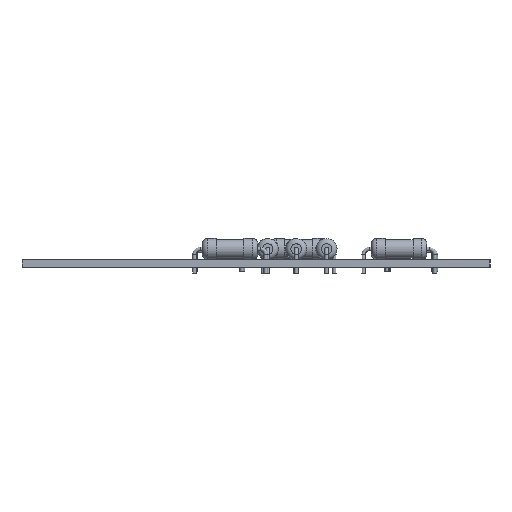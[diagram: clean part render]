
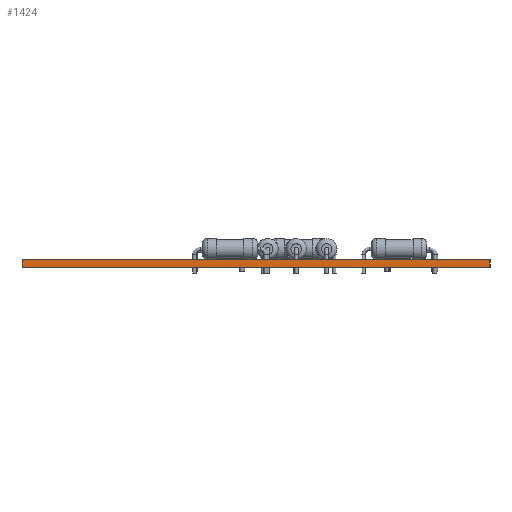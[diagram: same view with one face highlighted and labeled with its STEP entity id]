
A CAD part, left-side view. The second image highlights one B-rep face of the part: STEP entity #1424.
In plain terms, the highlighted planar face has unit normal (-1, 0, 0).
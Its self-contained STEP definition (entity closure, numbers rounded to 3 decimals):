
#1368 = VERTEX_POINT('',#1369);
#1369 = CARTESIAN_POINT('',(46.,-164.5,1.6));
#1375 = EDGE_CURVE('',#1376,#1368,#1378,.T.);
#1376 = VERTEX_POINT('',#1377);
#1377 = CARTESIAN_POINT('',(46.,-164.5,0.));
#1378 = LINE('',#1379,#1380);
#1379 = CARTESIAN_POINT('',(46.,-164.5,0.));
#1380 = VECTOR('',#1381,1.);
#1381 = DIRECTION('',(0.,0.,1.));
#1424 = ADVANCED_FACE('',(#1425),#1450,.T.);
#1425 = FACE_BOUND('',#1426,.T.);
#1426 = EDGE_LOOP('',(#1427,#1428,#1436,#1444));
#1427 = ORIENTED_EDGE('',*,*,#1375,.T.);
#1428 = ORIENTED_EDGE('',*,*,#1429,.T.);
#1429 = EDGE_CURVE('',#1368,#1430,#1432,.T.);
#1430 = VERTEX_POINT('',#1431);
#1431 = CARTESIAN_POINT('',(46.,-64.5,1.6));
#1432 = LINE('',#1433,#1434);
#1433 = CARTESIAN_POINT('',(46.,-164.5,1.6));
#1434 = VECTOR('',#1435,1.);
#1435 = DIRECTION('',(0.,1.,0.));
#1436 = ORIENTED_EDGE('',*,*,#1437,.F.);
#1437 = EDGE_CURVE('',#1438,#1430,#1440,.T.);
#1438 = VERTEX_POINT('',#1439);
#1439 = CARTESIAN_POINT('',(46.,-64.5,0.));
#1440 = LINE('',#1441,#1442);
#1441 = CARTESIAN_POINT('',(46.,-64.5,0.));
#1442 = VECTOR('',#1443,1.);
#1443 = DIRECTION('',(0.,0.,1.));
#1444 = ORIENTED_EDGE('',*,*,#1445,.F.);
#1445 = EDGE_CURVE('',#1376,#1438,#1446,.T.);
#1446 = LINE('',#1447,#1448);
#1447 = CARTESIAN_POINT('',(46.,-164.5,0.));
#1448 = VECTOR('',#1449,1.);
#1449 = DIRECTION('',(0.,1.,0.));
#1450 = PLANE('',#1451);
#1451 = AXIS2_PLACEMENT_3D('',#1452,#1453,#1454);
#1452 = CARTESIAN_POINT('',(46.,-164.5,0.));
#1453 = DIRECTION('',(-1.,0.,0.));
#1454 = DIRECTION('',(0.,1.,0.));
